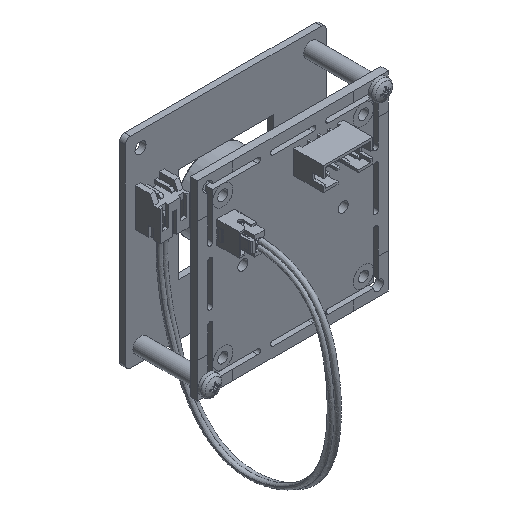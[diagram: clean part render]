
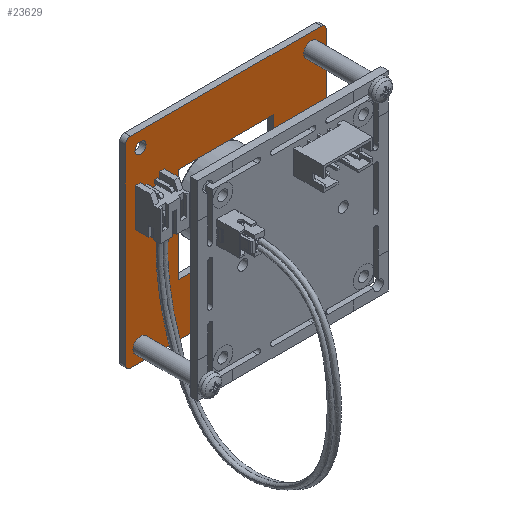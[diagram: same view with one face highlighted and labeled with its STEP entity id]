
A CAD part, isometric view. The second image highlights one B-rep face of the part: STEP entity #23629.
In plain terms, the highlighted planar face has unit normal (0, -1, 0).
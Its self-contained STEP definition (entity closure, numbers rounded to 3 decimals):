
#268=FACE_BOUND('',#3330,.T.);
#269=FACE_BOUND('',#3331,.T.);
#270=FACE_BOUND('',#3332,.T.);
#271=FACE_BOUND('',#3333,.T.);
#272=FACE_BOUND('',#3334,.T.);
#273=FACE_BOUND('',#3335,.T.);
#274=FACE_BOUND('',#3336,.T.);
#2080=FACE_OUTER_BOUND('',#3329,.T.);
#3329=EDGE_LOOP('',(#20539,#20540,#20541,#20542,#20543,#20544,#20545,#20546,
#20547,#20548,#20549));
#3330=EDGE_LOOP('',(#20550,#20551,#20552,#20553));
#3331=EDGE_LOOP('',(#20554,#20555,#20556,#20557));
#3332=EDGE_LOOP('',(#20558));
#3333=EDGE_LOOP('',(#20559));
#3334=EDGE_LOOP('',(#20560));
#3335=EDGE_LOOP('',(#20561));
#3336=EDGE_LOOP('',(#20562,#20563,#20564,#20565));
#3735=CIRCLE('',#24611,1.5);
#3975=CIRCLE('',#25249,1.1);
#3977=CIRCLE('',#25252,1.1);
#3979=CIRCLE('',#25255,1.);
#3981=CIRCLE('',#25259,1.);
#3983=CIRCLE('',#25263,1.);
#3984=CIRCLE('',#25265,4.);
#3985=CIRCLE('',#25266,1.);
#3986=CIRCLE('',#25267,4.);
#3987=CIRCLE('',#25268,1.5);
#5570=LINE('',#35536,#8213);
#5583=LINE('',#35563,#8226);
#5587=LINE('',#35573,#8230);
#5592=LINE('',#35581,#8235);
#5617=LINE('',#35626,#8260);
#5620=LINE('',#35631,#8263);
#5622=LINE('',#35635,#8265);
#5625=LINE('',#35640,#8268);
#6318=LINE('',#39067,#8961);
#6321=LINE('',#39075,#8964);
#6324=LINE('',#39081,#8967);
#6327=LINE('',#39087,#8970);
#6330=LINE('',#39091,#8973);
#6337=LINE('',#39118,#8980);
#6339=LINE('',#39127,#8982);
#6341=LINE('',#39130,#8984);
#6344=LINE('',#39142,#8987);
#8213=VECTOR('',#28209,10.);
#8226=VECTOR('',#28228,10.);
#8230=VECTOR('',#28234,10.);
#8235=VECTOR('',#28239,10.);
#8260=VECTOR('',#28288,10.);
#8263=VECTOR('',#28295,10.);
#8265=VECTOR('',#28301,10.);
#8268=VECTOR('',#28308,10.);
#8961=VECTOR('',#30485,10.);
#8964=VECTOR('',#30490,10.);
#8967=VECTOR('',#30495,10.);
#8970=VECTOR('',#30500,10.);
#8973=VECTOR('',#30505,10.);
#8980=VECTOR('',#30532,10.);
#8982=VECTOR('',#30542,10.);
#8984=VECTOR('',#30544,10.);
#8987=VECTOR('',#30557,10.);
#10431=VERTEX_POINT('',#35533);
#10432=VERTEX_POINT('',#35535);
#10440=VERTEX_POINT('',#35556);
#10443=VERTEX_POINT('',#35561);
#10444=VERTEX_POINT('',#35565);
#10447=VERTEX_POINT('',#35570);
#10448=VERTEX_POINT('',#35572);
#10451=VERTEX_POINT('',#35579);
#10553=VERTEX_POINT('',#36273);
#11175=VERTEX_POINT('',#39061);
#11177=VERTEX_POINT('',#39065);
#11180=VERTEX_POINT('',#39072);
#11181=VERTEX_POINT('',#39074);
#11183=VERTEX_POINT('',#39080);
#11185=VERTEX_POINT('',#39086);
#11187=VERTEX_POINT('',#39095);
#11189=VERTEX_POINT('',#39101);
#11191=VERTEX_POINT('',#39107);
#11193=VERTEX_POINT('',#39112);
#11195=VERTEX_POINT('',#39116);
#11196=VERTEX_POINT('',#39123);
#11198=VERTEX_POINT('',#39126);
#11199=VERTEX_POINT('',#39128);
#11201=VERTEX_POINT('',#39135);
#11202=VERTEX_POINT('',#39139);
#11203=VERTEX_POINT('',#39141);
#11204=VERTEX_POINT('',#39145);
#13146=EDGE_CURVE('',#10432,#10431,#5570,.T.);
#13159=EDGE_CURVE('',#10440,#10443,#5583,.T.);
#13163=EDGE_CURVE('',#10448,#10447,#5587,.T.);
#13168=EDGE_CURVE('',#10444,#10451,#5592,.T.);
#13193=EDGE_CURVE('',#10451,#10432,#5617,.T.);
#13196=EDGE_CURVE('',#10431,#10444,#5620,.T.);
#13198=EDGE_CURVE('',#10447,#10440,#5622,.T.);
#13201=EDGE_CURVE('',#10443,#10448,#5625,.T.);
#13342=EDGE_CURVE('',#10553,#10553,#3735,.T.);
#14348=EDGE_CURVE('',#11177,#11175,#6318,.T.);
#14351=EDGE_CURVE('',#11181,#11180,#6321,.T.);
#14354=EDGE_CURVE('',#11183,#11181,#6324,.T.);
#14357=EDGE_CURVE('',#11185,#11183,#6327,.T.);
#14360=EDGE_CURVE('',#11180,#11185,#6330,.T.);
#14363=EDGE_CURVE('',#11187,#11187,#3975,.T.);
#14366=EDGE_CURVE('',#11189,#11189,#3977,.T.);
#14369=EDGE_CURVE('',#11191,#11177,#3979,.T.);
#14373=EDGE_CURVE('',#11195,#11193,#6337,.T.);
#14375=EDGE_CURVE('',#11175,#11195,#3981,.T.);
#14377=EDGE_CURVE('',#11196,#11198,#6339,.T.);
#14379=EDGE_CURVE('',#11199,#11191,#6341,.T.);
#14383=EDGE_CURVE('',#11201,#11196,#3983,.T.);
#14384=EDGE_CURVE('',#11202,#11198,#3984,.T.);
#14385=EDGE_CURVE('',#11203,#11201,#6344,.T.);
#14386=EDGE_CURVE('',#11193,#11203,#3985,.T.);
#14387=EDGE_CURVE('',#11199,#11202,#3986,.T.);
#14388=EDGE_CURVE('',#11204,#11204,#3987,.T.);
#20539=ORIENTED_EDGE('',*,*,#14384,.T.);
#20540=ORIENTED_EDGE('',*,*,#14377,.F.);
#20541=ORIENTED_EDGE('',*,*,#14383,.F.);
#20542=ORIENTED_EDGE('',*,*,#14385,.F.);
#20543=ORIENTED_EDGE('',*,*,#14386,.F.);
#20544=ORIENTED_EDGE('',*,*,#14373,.F.);
#20545=ORIENTED_EDGE('',*,*,#14375,.F.);
#20546=ORIENTED_EDGE('',*,*,#14348,.F.);
#20547=ORIENTED_EDGE('',*,*,#14369,.F.);
#20548=ORIENTED_EDGE('',*,*,#14379,.F.);
#20549=ORIENTED_EDGE('',*,*,#14387,.T.);
#20550=ORIENTED_EDGE('',*,*,#13163,.T.);
#20551=ORIENTED_EDGE('',*,*,#13198,.T.);
#20552=ORIENTED_EDGE('',*,*,#13159,.T.);
#20553=ORIENTED_EDGE('',*,*,#13201,.T.);
#20554=ORIENTED_EDGE('',*,*,#13168,.T.);
#20555=ORIENTED_EDGE('',*,*,#13193,.T.);
#20556=ORIENTED_EDGE('',*,*,#13146,.T.);
#20557=ORIENTED_EDGE('',*,*,#13196,.T.);
#20558=ORIENTED_EDGE('',*,*,#13342,.T.);
#20559=ORIENTED_EDGE('',*,*,#14388,.T.);
#20560=ORIENTED_EDGE('',*,*,#14366,.T.);
#20561=ORIENTED_EDGE('',*,*,#14363,.T.);
#20562=ORIENTED_EDGE('',*,*,#14360,.T.);
#20563=ORIENTED_EDGE('',*,*,#14357,.T.);
#20564=ORIENTED_EDGE('',*,*,#14354,.T.);
#20565=ORIENTED_EDGE('',*,*,#14351,.T.);
#22504=PLANE('',#25264);
#23629=ADVANCED_FACE('',(#2080,#268,#269,#270,#271,#272,#273,#274),#22504,
 .F.);
#24611=AXIS2_PLACEMENT_3D('',#36275,#28563,#28564);
#25249=AXIS2_PLACEMENT_3D('',#39097,#30511,#30512);
#25252=AXIS2_PLACEMENT_3D('',#39103,#30518,#30519);
#25255=AXIS2_PLACEMENT_3D('',#39109,#30525,#30526);
#25259=AXIS2_PLACEMENT_3D('',#39121,#30537,#30538);
#25263=AXIS2_PLACEMENT_3D('',#39137,#30551,#30552);
#25264=AXIS2_PLACEMENT_3D('',#39138,#30553,#30554);
#25265=AXIS2_PLACEMENT_3D('',#39140,#30555,#30556);
#25266=AXIS2_PLACEMENT_3D('',#39143,#30558,#30559);
#25267=AXIS2_PLACEMENT_3D('',#39144,#30560,#30561);
#25268=AXIS2_PLACEMENT_3D('',#39146,#30562,#30563);
#28209=DIRECTION('',(1.,0.,0.));
#28228=DIRECTION('',(1.,0.,0.));
#28234=DIRECTION('',(-1.,0.,0.));
#28239=DIRECTION('',(-1.,0.,0.));
#28288=DIRECTION('',(0.,0.,1.));
#28295=DIRECTION('',(0.,0.,-1.));
#28301=DIRECTION('',(0.,0.,1.));
#28308=DIRECTION('',(0.,0.,-1.));
#28563=DIRECTION('center_axis',(0.,1.,0.));
#28564=DIRECTION('ref_axis',(-1.,0.,0.));
#30485=DIRECTION('',(-1.,0.,0.));
#30490=DIRECTION('',(0.,0.,-1.));
#30495=DIRECTION('',(1.,0.,0.));
#30500=DIRECTION('',(0.,0.,1.));
#30505=DIRECTION('',(-1.,0.,0.));
#30511=DIRECTION('center_axis',(0.,1.,0.));
#30512=DIRECTION('ref_axis',(0.,0.,-1.));
#30518=DIRECTION('center_axis',(0.,1.,0.));
#30519=DIRECTION('ref_axis',(0.,0.,-1.));
#30525=DIRECTION('center_axis',(0.,1.,0.));
#30526=DIRECTION('ref_axis',(0.707,0.,-0.707));
#30532=DIRECTION('',(0.,0.,1.));
#30537=DIRECTION('center_axis',(0.,1.,0.));
#30538=DIRECTION('ref_axis',(-0.707,0.,-0.707));
#30542=DIRECTION('',(0.,0.,-1.));
#30544=DIRECTION('',(0.,0.,-1.));
#30551=DIRECTION('center_axis',(0.,1.,0.));
#30552=DIRECTION('ref_axis',(0.707,0.,0.707));
#30553=DIRECTION('center_axis',(0.,1.,0.));
#30554=DIRECTION('ref_axis',(0.,0.,-1.));
#30555=DIRECTION('center_axis',(0.,1.,0.));
#30556=DIRECTION('ref_axis',(0.,0.,1.));
#30557=DIRECTION('',(1.,0.,0.));
#30558=DIRECTION('center_axis',(0.,1.,0.));
#30559=DIRECTION('ref_axis',(-0.707,0.,0.707));
#30560=DIRECTION('center_axis',(0.,1.,0.));
#30561=DIRECTION('ref_axis',(0.,0.,1.));
#30562=DIRECTION('center_axis',(0.,1.,0.));
#30563=DIRECTION('ref_axis',(1.,0.,0.));
#35533=CARTESIAN_POINT('',(-17.022,12.65,11.));
#35535=CARTESIAN_POINT('',(-18.,12.65,11.));
#35536=CARTESIAN_POINT('',(-6.117,12.65,11.));
#35556=CARTESIAN_POINT('',(-13.212,12.65,11.));
#35561=CARTESIAN_POINT('',(-12.234,12.65,11.));
#35563=CARTESIAN_POINT('',(-6.117,12.65,11.));
#35565=CARTESIAN_POINT('',(-17.022,12.65,3.38));
#35570=CARTESIAN_POINT('',(-13.212,12.65,3.38));
#35572=CARTESIAN_POINT('',(-12.234,12.65,3.38));
#35573=CARTESIAN_POINT('',(-9.,12.65,3.38));
#35579=CARTESIAN_POINT('',(-18.,12.65,3.38));
#35581=CARTESIAN_POINT('',(-9.,12.65,3.38));
#35626=CARTESIAN_POINT('',(-18.,12.65,5.5));
#35631=CARTESIAN_POINT('',(-17.022,12.65,1.69));
#35635=CARTESIAN_POINT('',(-13.212,12.65,1.69));
#35640=CARTESIAN_POINT('',(-12.234,12.65,1.69));
#36273=CARTESIAN_POINT('',(-15.5,12.65,-17.));
#36275=CARTESIAN_POINT('Origin',(-17.,12.65,-17.));
#39061=CARTESIAN_POINT('',(-19.,12.65,-20.));
#39065=CARTESIAN_POINT('',(19.,12.65,-20.));
#39067=CARTESIAN_POINT('',(20.,12.65,-20.));
#39072=CARTESIAN_POINT('',(9.5,12.65,-9.5));
#39074=CARTESIAN_POINT('',(9.5,12.65,9.5));
#39075=CARTESIAN_POINT('',(9.5,12.65,-4.75));
#39080=CARTESIAN_POINT('',(-9.5,12.65,9.5));
#39081=CARTESIAN_POINT('',(4.75,12.65,9.5));
#39086=CARTESIAN_POINT('',(-9.5,12.65,-9.5));
#39087=CARTESIAN_POINT('',(-9.5,12.65,4.75));
#39091=CARTESIAN_POINT('',(-4.75,12.65,-9.5));
#39095=CARTESIAN_POINT('',(17.,12.65,-15.9));
#39097=CARTESIAN_POINT('Origin',(17.,12.65,-17.));
#39101=CARTESIAN_POINT('',(-17.,12.65,18.1));
#39103=CARTESIAN_POINT('Origin',(-17.,12.65,17.));
#39107=CARTESIAN_POINT('',(20.,12.65,-19.));
#39109=CARTESIAN_POINT('Origin',(19.,12.65,-19.));
#39112=CARTESIAN_POINT('',(-20.,12.65,19.));
#39116=CARTESIAN_POINT('',(-20.,12.65,-19.));
#39118=CARTESIAN_POINT('',(-20.,12.65,-20.));
#39121=CARTESIAN_POINT('Origin',(-19.,12.65,-19.));
#39123=CARTESIAN_POINT('',(20.,12.65,19.));
#39126=CARTESIAN_POINT('',(20.,12.65,3.464));
#39127=CARTESIAN_POINT('',(20.,12.65,20.));
#39128=CARTESIAN_POINT('',(20.,12.65,-3.464));
#39130=CARTESIAN_POINT('',(20.,12.65,20.));
#39135=CARTESIAN_POINT('',(19.,12.65,20.));
#39137=CARTESIAN_POINT('Origin',(19.,12.65,19.));
#39138=CARTESIAN_POINT('Origin',(0.,12.65,0.));
#39139=CARTESIAN_POINT('',(18.,12.65,-4.));
#39140=CARTESIAN_POINT('Origin',(18.,12.65,0.));
#39141=CARTESIAN_POINT('',(-19.,12.65,20.));
#39142=CARTESIAN_POINT('',(-20.,12.65,20.));
#39143=CARTESIAN_POINT('Origin',(-19.,12.65,19.));
#39144=CARTESIAN_POINT('Origin',(18.,12.65,0.));
#39145=CARTESIAN_POINT('',(15.5,12.65,17.));
#39146=CARTESIAN_POINT('Origin',(17.,12.65,17.));
